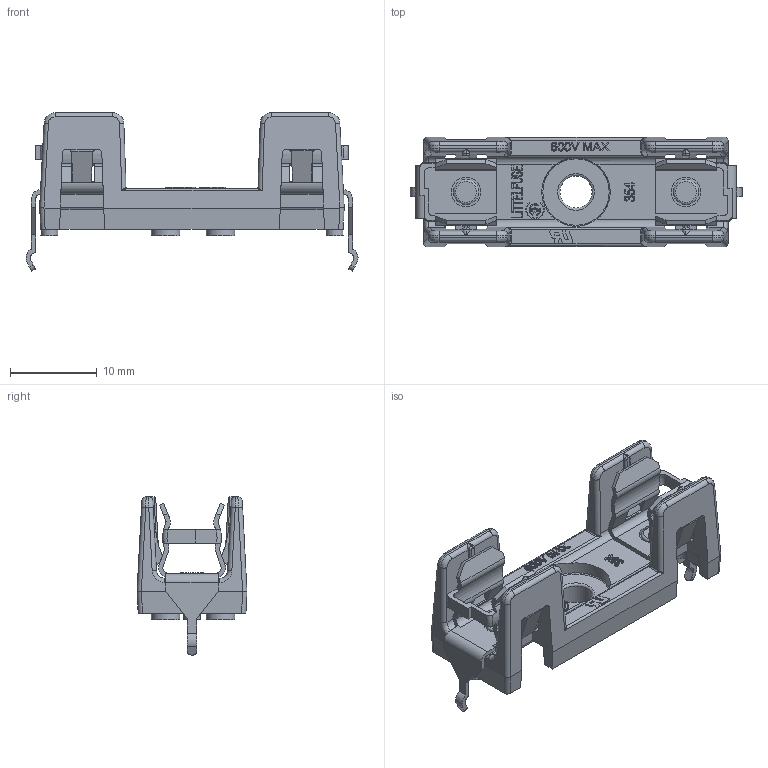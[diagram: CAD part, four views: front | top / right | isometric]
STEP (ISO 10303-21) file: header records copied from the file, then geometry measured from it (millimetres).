
FILE_DESCRIPTION(/* description */ (''),/* implementation_level */ '2;1');
FILE_NAME(/* name */ '03540101ZXGY.stp',/* time_stamp */ '2017-05-05T11:41:03-05:00',/* author */ ('lmartinez4'),/* organization */ (''),/* preprocessor_version */ 'ST-DEVELOPER v16.1',/* originating_system */ 'Autodesk Inventor 2016',/* authorisation */ '');
FILE_SCHEMA (('AUTOMOTIVE_DESIGN { 1 0 10303 214 3 1 1 }'));
Products named in the file (3): H1-258  354101-201gy(d); 101011; 03540101ZXGY
Assembly tree (3 placements, depth 2):
  03540101ZXGY
    H1-258  354101-201gy(d)
    101011  x2
Bounding box: 38.35 x 12.7 x 18.29 mm (x, y, z)
Volume: 1848.7 mm3; surface area: 3199.1 mm2
Topology: 3 solids, 3 shells, 741 faces, 2051 edges, 1323 vertices
Faces by surface type: plane 437, cylinder 176, bspline 84, torus 28, cone 16
Full cylindrical faces by diameter (mm): 1.981 x2, 2.92 x2, 3.302 x2, 3.404 x2, 3.708 x1, 7.923 x1
Entity records: 22828 total; most frequent: CARTESIAN_POINT 6102, ORIENTED_EDGE 3574, DIRECTION 3292, EDGE_CURVE 1787, LINE 1226, VECTOR 1226, VERTEX_POINT 1157, AXIS2_PLACEMENT_3D 1033
